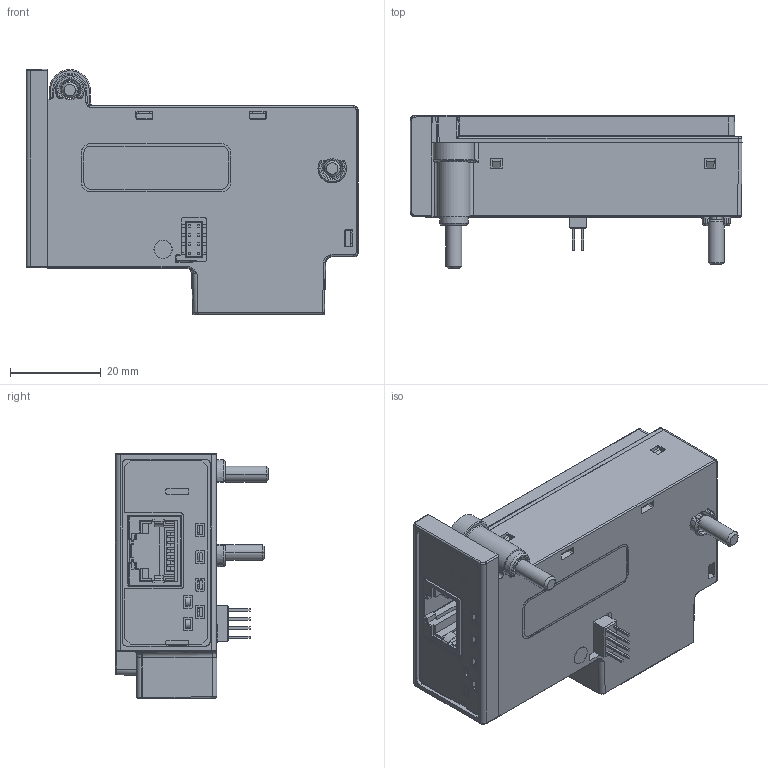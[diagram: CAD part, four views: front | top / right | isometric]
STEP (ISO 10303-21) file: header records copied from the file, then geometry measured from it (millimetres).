
FILE_DESCRIPTION((''),'2;1');
FILE_NAME('10000019350_SW0001','2016-11-28T',('GLLehman'),('Rockwell Automation'),'PRO/ENGINEER BY PARAMETRIC TECHNOLOGY CORPORATION, 2012480','PRO/ENGINEER BY PARAMETRIC TECHNOLOGY CORPORATION, 2012480','');
FILE_SCHEMA(('CONFIG_CONTROL_DESIGN'));
Products named in the file (1): 10000019350_SW0001
Bounding box: 73 x 33.73 x 53.98 mm (x, y, z)
Surface area: 40302.3 mm2 (no closed solid volume)
Topology: 0 solids, 131 shells, 1691 faces, 6933 edges, 5226 vertices
Faces by surface type: plane 1143, cylinder 367, bspline 82, cone 51, sphere 40, torus 8
Entity records: 77282 total; most frequent: CARTESIAN_POINT 22283, DIRECTION 10537, ORIENTED_EDGE 10272, EDGE_CURVE 6918, VERTEX_POINT 5226, VECTOR 5133, LINE 5133, AXIS2_PLACEMENT_3D 2702
